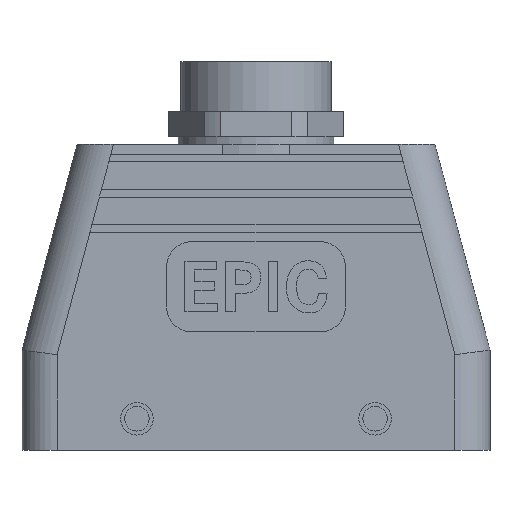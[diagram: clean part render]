
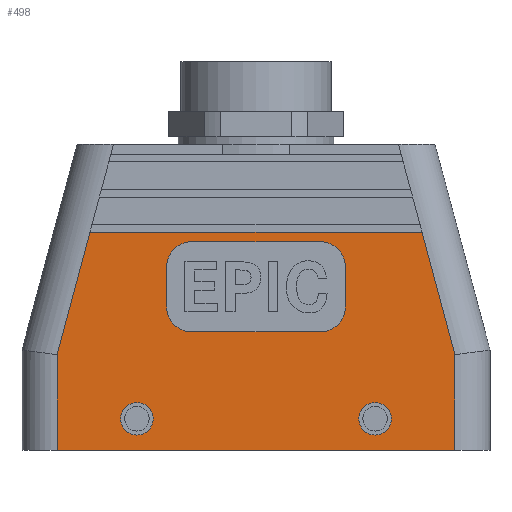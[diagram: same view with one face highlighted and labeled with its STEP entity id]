
A CAD part, front view. The second image highlights one B-rep face of the part: STEP entity #498.
In plain terms, the highlighted planar face has unit normal (0, -1, 0).
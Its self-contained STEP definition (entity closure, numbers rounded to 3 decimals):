
#498 = ADVANCED_FACE( '', ( #1051, #1052, #1053, #1054 ), #1055, .F. );
#1051 = FACE_BOUND( '', #1632, .T. );
#1052 = FACE_BOUND( '', #1633, .T. );
#1053 = FACE_OUTER_BOUND( '', #1634, .T. );
#1054 = FACE_BOUND( '', #1635, .T. );
#1055 = PLANE( '', #1636 );
#1632 = EDGE_LOOP( '', ( #3043, #3044, #3045, #3046, #3047, #3048, #3049, #3050 ) );
#1633 = EDGE_LOOP( '', ( #3051 ) );
#1634 = EDGE_LOOP( '', ( #3052, #3053, #3054, #3055, #3056, #3057 ) );
#1635 = EDGE_LOOP( '', ( #3058 ) );
#1636 = AXIS2_PLACEMENT_3D( '', #3059, #3060, #3061 );
#3043 = ORIENTED_EDGE( '', *, *, #3574, .F. );
#3044 = ORIENTED_EDGE( '', *, *, #3698, .F. );
#3045 = ORIENTED_EDGE( '', *, *, #3844, .F. );
#3046 = ORIENTED_EDGE( '', *, *, #3804, .F. );
#3047 = ORIENTED_EDGE( '', *, *, #3764, .F. );
#3048 = ORIENTED_EDGE( '', *, *, #3859, .F. );
#3049 = ORIENTED_EDGE( '', *, *, #3860, .F. );
#3050 = ORIENTED_EDGE( '', *, *, #3793, .F. );
#3051 = ORIENTED_EDGE( '', *, *, #3473, .F. );
#3052 = ORIENTED_EDGE( '', *, *, #3592, .F. );
#3053 = ORIENTED_EDGE( '', *, *, #3852, .F. );
#3054 = ORIENTED_EDGE( '', *, *, #3740, .T. );
#3055 = ORIENTED_EDGE( '', *, *, #3861, .T. );
#3056 = ORIENTED_EDGE( '', *, *, #3427, .T. );
#3057 = ORIENTED_EDGE( '', *, *, #3708, .F. );
#3058 = ORIENTED_EDGE( '', *, *, #3365, .T. );
#3059 = CARTESIAN_POINT( '', ( -46.65, -21.5, 20. ) );
#3060 = DIRECTION( '', ( 0., 1., 0. ) );
#3061 = DIRECTION( '', ( 0., 0., 1. ) );
#3365 = EDGE_CURVE( '', #3986, #3986, #3987, .T. );
#3427 = EDGE_CURVE( '', #4095, #4093, #4096, .T. );
#3473 = EDGE_CURVE( '', #4176, #4176, #4177, .T. );
#3574 = EDGE_CURVE( '', #4337, #4338, #4339, .T. );
#3592 = EDGE_CURVE( '', #4365, #4358, #4367, .F. );
#3698 = EDGE_CURVE( '', #4517, #4337, #4518, .T. );
#3708 = EDGE_CURVE( '', #4358, #4093, #4531, .T. );
#3740 = EDGE_CURVE( '', #4572, #4570, #4573, .F. );
#3764 = EDGE_CURVE( '', #4599, #4600, #4601, .T. );
#3793 = EDGE_CURVE( '', #4338, #4638, #4639, .T. );
#3804 = EDGE_CURVE( '', #4600, #4652, #4653, .T. );
#3844 = EDGE_CURVE( '', #4652, #4517, #4697, .T. );
#3852 = EDGE_CURVE( '', #4572, #4365, #4706, .T. );
#3859 = EDGE_CURVE( '', #4714, #4599, #4715, .T. );
#3860 = EDGE_CURVE( '', #4638, #4714, #4716, .T. );
#3861 = EDGE_CURVE( '', #4570, #4095, #4717, .T. );
#3986 = VERTEX_POINT( '', #4871 );
#3987 = CIRCLE( '', #4872, 3.25 );
#4093 = VERTEX_POINT( '', #5013 );
#4095 = VERTEX_POINT( '', #5015 );
#4096 = LINE( '', #5016, #5017 );
#4176 = VERTEX_POINT( '', #5165 );
#4177 = CIRCLE( '', #5166, 3.25 );
#4337 = VERTEX_POINT( '', #5438 );
#4338 = VERTEX_POINT( '', #5439 );
#4339 = LINE( '', #5440, #5441 );
#4358 = VERTEX_POINT( '', #5466 );
#4365 = VERTEX_POINT( '', #5477 );
#4367 = LINE( '', #5480, #5481 );
#4517 = VERTEX_POINT( '', #5780 );
#4518 = CIRCLE( '', #5781, 5. );
#4531 = LINE( '', #5799, #5800 );
#4570 = VERTEX_POINT( '', #5858 );
#4572 = VERTEX_POINT( '', #5860 );
#4573 = LINE( '', #5861, #5862 );
#4599 = VERTEX_POINT( '', #5900 );
#4600 = VERTEX_POINT( '', #5901 );
#4601 = LINE( '', #5902, #5903 );
#4638 = VERTEX_POINT( '', #5951 );
#4639 = CIRCLE( '', #5952, 5. );
#4652 = VERTEX_POINT( '', #5970 );
#4653 = CIRCLE( '', #5971, 5. );
#4697 = LINE( '', #6038, #6039 );
#4706 = LINE( '', #6051, #6052 );
#4714 = VERTEX_POINT( '', #6063 );
#4715 = CIRCLE( '', #6064, 5. );
#4716 = LINE( '', #6065, #6066 );
#4717 = LINE( '', #6067, #6068 );
#4871 = CARTESIAN_POINT( '', ( 20.5, -21.5, 6.3 ) );
#4872 = AXIS2_PLACEMENT_3D( '', #6168, #6169, #6170 );
#5013 = CARTESIAN_POINT( '', ( 39.65, -21.5, 0. ) );
#5015 = CARTESIAN_POINT( '', ( -39.65, -21.5, 0. ) );
#5016 = CARTESIAN_POINT( '', ( -46.65, -21.5, 0. ) );
#5017 = VECTOR( '', #6248, 1000. );
#5165 = CARTESIAN_POINT( '', ( -20.5, -21.5, 6.3 ) );
#5166 = AXIS2_PLACEMENT_3D( '', #6297, #6298, #6299 );
#5438 = CARTESIAN_POINT( '', ( 12.801, -21.5, 41.6 ) );
#5439 = CARTESIAN_POINT( '', ( -12.801, -21.5, 41.6 ) );
#5440 = CARTESIAN_POINT( '', ( -12.801, -21.5, 41.6 ) );
#5441 = VECTOR( '', #6392, 1000. );
#5466 = CARTESIAN_POINT( '', ( 39.65, -21.5, 19.078 ) );
#5477 = CARTESIAN_POINT( '', ( 33.106, -21.5, 43.5 ) );
#5480 = CARTESIAN_POINT( '', ( 39.889, -21.5, 18.188 ) );
#5481 = VECTOR( '', #6413, 1000. );
#5780 = CARTESIAN_POINT( '', ( 17.801, -21.5, 36.6 ) );
#5781 = AXIS2_PLACEMENT_3D( '', #6498, #6499, #6500 );
#5799 = CARTESIAN_POINT( '', ( 39.65, -21.5, 20. ) );
#5800 = VECTOR( '', #6509, 1000. );
#5858 = CARTESIAN_POINT( '', ( -39.65, -21.5, 19.078 ) );
#5860 = CARTESIAN_POINT( '', ( -33.106, -21.5, 43.5 ) );
#5861 = CARTESIAN_POINT( '', ( -39.889, -21.5, 18.188 ) );
#5862 = VECTOR( '', #6535, 1000. );
#5900 = CARTESIAN_POINT( '', ( -12.801, -21.5, 23.6 ) );
#5901 = CARTESIAN_POINT( '', ( 12.801, -21.5, 23.6 ) );
#5902 = CARTESIAN_POINT( '', ( -12.801, -21.5, 23.6 ) );
#5903 = VECTOR( '', #6550, 1000. );
#5951 = CARTESIAN_POINT( '', ( -17.801, -21.5, 36.6 ) );
#5952 = AXIS2_PLACEMENT_3D( '', #6574, #6575, #6576 );
#5970 = CARTESIAN_POINT( '', ( 17.801, -21.5, 28.6 ) );
#5971 = AXIS2_PLACEMENT_3D( '', #6584, #6585, #6586 );
#6038 = CARTESIAN_POINT( '', ( 17.801, -21.5, 36.6 ) );
#6039 = VECTOR( '', #6606, 1000. );
#6051 = CARTESIAN_POINT( '', ( -33.106, -21.5, 43.5 ) );
#6052 = VECTOR( '', #6610, 1000. );
#6063 = CARTESIAN_POINT( '', ( -17.801, -21.5, 28.6 ) );
#6064 = AXIS2_PLACEMENT_3D( '', #6614, #6615, #6616 );
#6065 = CARTESIAN_POINT( '', ( -17.801, -21.5, 28.6 ) );
#6066 = VECTOR( '', #6617, 1000. );
#6067 = CARTESIAN_POINT( '', ( -39.65, -21.5, 20. ) );
#6068 = VECTOR( '', #6618, 1000. );
#6168 = CARTESIAN_POINT( '', ( 23.75, -21.5, 6.3 ) );
#6169 = DIRECTION( '', ( 0., 1., 0. ) );
#6170 = DIRECTION( '', ( -1., 0., 0. ) );
#6248 = DIRECTION( '', ( 1., 0., 0. ) );
#6297 = CARTESIAN_POINT( '', ( -23.75, -21.5, 6.3 ) );
#6298 = DIRECTION( '', ( 0., -1., 0. ) );
#6299 = DIRECTION( '', ( 1., 0., 0. ) );
#6392 = DIRECTION( '', ( -1., 0., 0. ) );
#6413 = DIRECTION( '', ( -0.259, 0., 0.966 ) );
#6498 = CARTESIAN_POINT( '', ( 12.801, -21.5, 36.6 ) );
#6499 = DIRECTION( '', ( 0., -1., 0. ) );
#6500 = DIRECTION( '', ( 1., 0., 0. ) );
#6509 = DIRECTION( '', ( 0., 0., -1. ) );
#6535 = DIRECTION( '', ( 0.259, 0., 0.966 ) );
#6550 = DIRECTION( '', ( 1., 0., 0. ) );
#6574 = CARTESIAN_POINT( '', ( -12.801, -21.5, 36.6 ) );
#6575 = DIRECTION( '', ( 0., -1., 0. ) );
#6576 = DIRECTION( '', ( 1., 0., 0. ) );
#6584 = CARTESIAN_POINT( '', ( 12.801, -21.5, 28.6 ) );
#6585 = DIRECTION( '', ( 0., -1., 0. ) );
#6586 = DIRECTION( '', ( -1., 0., 0. ) );
#6606 = DIRECTION( '', ( 0., 0., 1. ) );
#6610 = DIRECTION( '', ( 1., 0., 0. ) );
#6614 = CARTESIAN_POINT( '', ( -12.801, -21.5, 28.6 ) );
#6615 = DIRECTION( '', ( 0., -1., 0. ) );
#6616 = DIRECTION( '', ( 1., 0., 0. ) );
#6617 = DIRECTION( '', ( 0., 0., -1. ) );
#6618 = DIRECTION( '', ( 0., 0., -1. ) );
